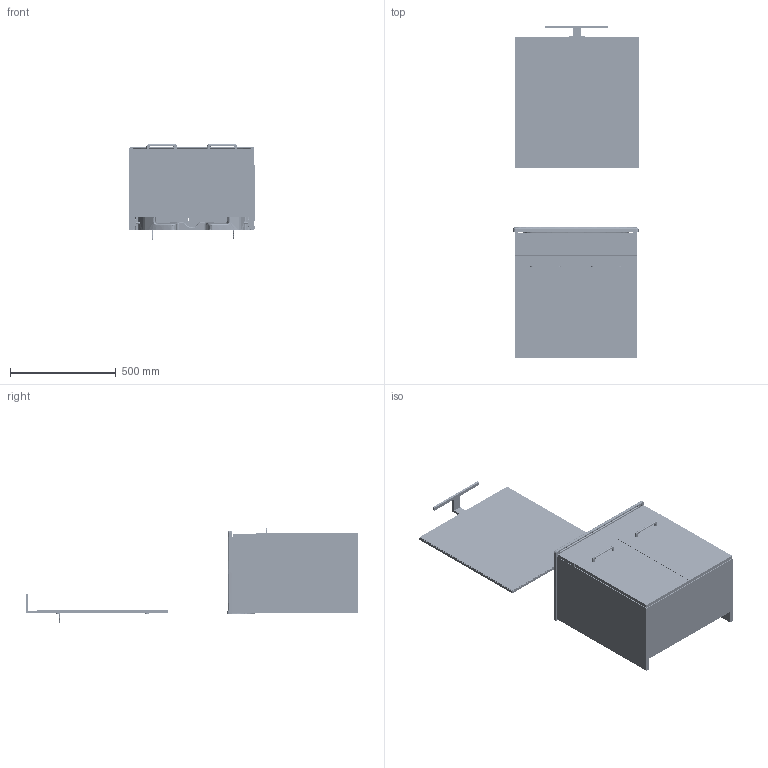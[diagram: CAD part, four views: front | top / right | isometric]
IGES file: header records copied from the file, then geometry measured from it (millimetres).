
Start section: SolidWorks IGES file using analytic representation for surfaces
Global section: file name: 67072+67074.IGS; native system: SolidWorks 2021; preprocessor: SolidWorks 2021; author: baturhan.konar; date: 220616.154937; units: millimetre
Bounding box: 594.69 x 1568 x 451.01 mm (x, y, z)
Surface area: 4692001.2 mm2 (no closed solid volume)
Topology: 0 solids, 0 shells, 11773 faces, 117404 edges, 117156 vertices
Faces by surface type: bspline 7838, revolution 3935
